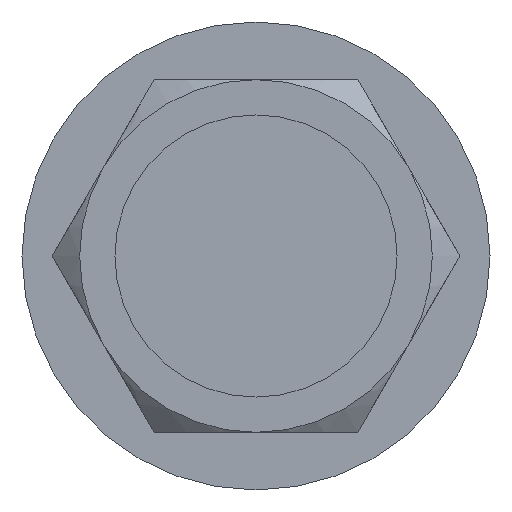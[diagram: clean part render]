
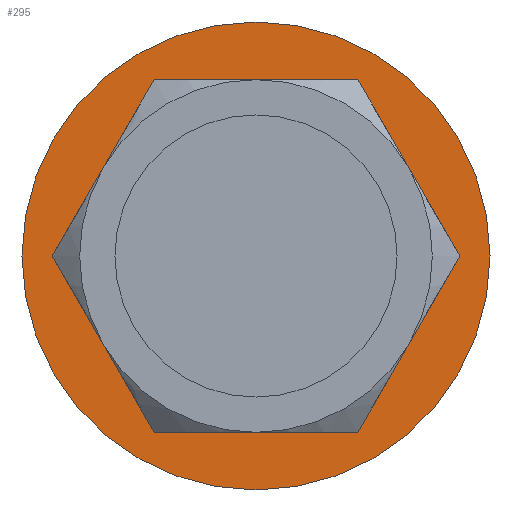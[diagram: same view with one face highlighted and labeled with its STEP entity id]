
A CAD part, left-side view. The second image highlights one B-rep face of the part: STEP entity #295.
In plain terms, the highlighted planar face has unit normal (-1, 0, 0).
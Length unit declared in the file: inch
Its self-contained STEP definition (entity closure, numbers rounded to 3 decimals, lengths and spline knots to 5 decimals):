
#14=LINE($,#501,#26);
#17=LINE($,#506,#29);
#19=LINE($,#510,#31);
#21=LINE($,#520,#33);
#23=LINE($,#524,#35);
#24=LINE($,#526,#36);
#26=VECTOR($,#410,0.18013);
#29=VECTOR($,#415,0.18013);
#31=VECTOR($,#419,0.18013);
#33=VECTOR($,#431,0.18013);
#35=VECTOR($,#435,0.18013);
#36=VECTOR($,#438,0.18013);
#53=PLANE($,#344);
#64=FACE_BOUND($,#111,.T.);
#65=FACE_BOUND($,#112,.T.);
#111=EDGE_LOOP($,(#267,#268,#269,#270,#271,#272));
#112=EDGE_LOOP($,(#273));
#137=CIRCLE($,#342,0.207);
#153=VERTEX_POINT($,#498);
#154=VERTEX_POINT($,#500);
#155=VERTEX_POINT($,#504);
#156=VERTEX_POINT($,#508);
#159=VERTEX_POINT($,#518);
#160=VERTEX_POINT($,#522);
#162=VERTEX_POINT($,#531);
#185=EDGE_CURVE($,#154,#153,#14,.T.);
#188=EDGE_CURVE($,#153,#155,#17,.T.);
#190=EDGE_CURVE($,#155,#156,#19,.T.);
#194=EDGE_CURVE($,#156,#159,#21,.T.);
#196=EDGE_CURVE($,#159,#160,#23,.T.);
#197=EDGE_CURVE($,#160,#154,#24,.T.);
#199=EDGE_CURVE($,#162,#162,#137,.T.);
#267=ORIENTED_EDGE($,*,*,#194,.T.);
#268=ORIENTED_EDGE($,*,*,#196,.T.);
#269=ORIENTED_EDGE($,*,*,#197,.T.);
#270=ORIENTED_EDGE($,*,*,#185,.T.);
#271=ORIENTED_EDGE($,*,*,#188,.T.);
#272=ORIENTED_EDGE($,*,*,#190,.T.);
#273=ORIENTED_EDGE($,*,*,#199,.F.);
#295=ADVANCED_FACE($,(#64,#65),#53,.T.);
#342=AXIS2_PLACEMENT_3D($,#532,#445,#446);
#344=AXIS2_PLACEMENT_3D($,#534,#449,#450);
#410=DIRECTION($,(0.,1.,0.));
#415=DIRECTION($,(0.,0.5,0.866));
#419=DIRECTION($,(0.,-0.5,0.866));
#431=DIRECTION($,(0.,-1.,0.));
#435=DIRECTION($,(0.,-0.5,-0.866));
#438=DIRECTION($,(0.,0.5,-0.866));
#445=DIRECTION('center_axis',(1.,0.,0.));
#446=DIRECTION('ref_axis',(0.,1.,0.));
#449=DIRECTION('center_axis',(-1.,0.,0.));
#450=DIRECTION('ref_axis',(0.,0.,1.));
#498=CARTESIAN_POINT('',(-0.031,0.09007,-0.156));
#500=CARTESIAN_POINT('',(-0.031,-0.09007,-0.156));
#501=CARTESIAN_POINT($,(-0.031,0.00672,-0.156));
#504=CARTESIAN_POINT('',(-0.031,0.18013,0.));
#506=CARTESIAN_POINT($,(-0.031,0.12552,-0.09459));
#508=CARTESIAN_POINT('',(-0.031,0.09007,0.156));
#510=CARTESIAN_POINT($,(-0.031,0.17055,0.01659));
#518=CARTESIAN_POINT('',(-0.031,-0.09007,0.156));
#520=CARTESIAN_POINT($,(-0.031,0.09678,0.156));
#522=CARTESIAN_POINT('',(-0.031,-0.18013,0.));
#524=CARTESIAN_POINT($,(-0.031,-0.09965,0.13941));
#526=CARTESIAN_POINT($,(-0.031,-0.14468,-0.06141));
#531=CARTESIAN_POINT('',(-0.031,0.207,0.));
#532=CARTESIAN_POINT('Origin',(-0.031,0.,
0.));
#534=CARTESIAN_POINT('Origin',(-0.031,0.1035,0.));
